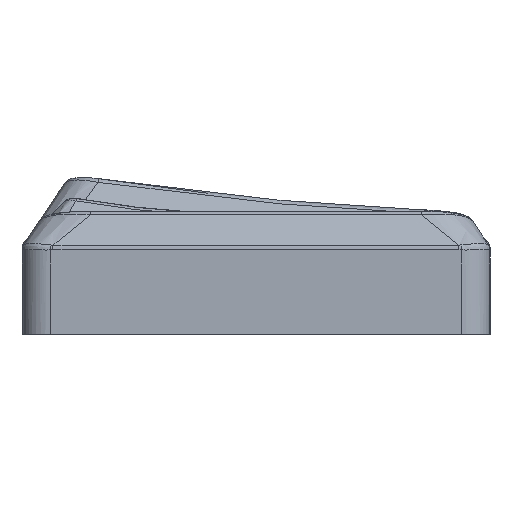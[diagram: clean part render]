
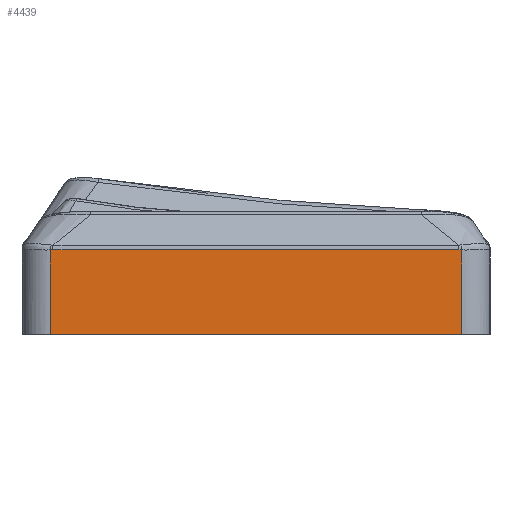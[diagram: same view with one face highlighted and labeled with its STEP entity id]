
A CAD part, left-side view. The second image highlights one B-rep face of the part: STEP entity #4439.
In plain terms, the highlighted planar face has unit normal (-1, 0, 0).
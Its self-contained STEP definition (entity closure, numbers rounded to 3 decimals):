
#37=ELLIPSE('',#4778,1.128,0.673);
#131=B_SPLINE_CURVE_WITH_KNOTS('',3,(#8149,#8150,#8151,#8152),
 .UNSPECIFIED.,.F.,.F.,(4,4),(-0.009,0.),.UNSPECIFIED.);
#384=PLANE('',#4816);
#618=FACE_OUTER_BOUND('',#902,.T.);
#902=EDGE_LOOP('',(#3836,#3837,#3838,#3839,#3840,#3841));
#1189=LINE('',#7841,#1513);
#1197=LINE('',#8129,#1521);
#1206=LINE('',#8467,#1530);
#1217=LINE('',#8700,#1541);
#1513=VECTOR('',#5582,10.909);
#1521=VECTOR('',#5628,10.909);
#1530=VECTOR('',#5675,10.909);
#1541=VECTOR('',#5732,10.909);
#2036=VERTEX_POINT('',#7837);
#2038=VERTEX_POINT('',#7840);
#2061=VERTEX_POINT('',#8091);
#2063=VERTEX_POINT('',#8126);
#2064=VERTEX_POINT('',#8128);
#2066=VERTEX_POINT('',#8185);
#2590=EDGE_CURVE('',#2038,#2036,#1189,.F.);
#2624=EDGE_CURVE('',#2063,#2064,#1197,.T.);
#2627=EDGE_CURVE('',#2064,#2061,#131,.T.);
#2633=EDGE_CURVE('',#2066,#2063,#37,.T.);
#2665=EDGE_CURVE('',#2038,#2066,#1206,.T.);
#2693=EDGE_CURVE('',#2061,#2036,#1217,.T.);
#3836=ORIENTED_EDGE('',*,*,#2633,.F.);
#3837=ORIENTED_EDGE('',*,*,#2665,.F.);
#3838=ORIENTED_EDGE('',*,*,#2590,.T.);
#3839=ORIENTED_EDGE('',*,*,#2693,.F.);
#3840=ORIENTED_EDGE('',*,*,#2627,.F.);
#3841=ORIENTED_EDGE('',*,*,#2624,.F.);
#4439=ADVANCED_FACE('',(#618),#384,.F.);
#4778=AXIS2_PLACEMENT_3D('',#8221,#5636,#5637);
#4816=AXIS2_PLACEMENT_3D('',#8699,#5730,#5731);
#5582=DIRECTION('',(0.,1.,0.));
#5628=DIRECTION('',(0.,-1.,0.));
#5636=DIRECTION('center_axis',(1.,0.,0.));
#5637=DIRECTION('ref_axis',(0.,-0.893,0.45));
#5675=DIRECTION('',(0.,0.,1.));
#5730=DIRECTION('center_axis',(1.,0.,0.));
#5731=DIRECTION('ref_axis',(0.,0.,-1.));
#5732=DIRECTION('',(0.,0.,-1.));
#7837=CARTESIAN_POINT('',(-25.849,-120.55,-1.991));
#7840=CARTESIAN_POINT('',(-25.849,-104.732,-1.991));
#7841=CARTESIAN_POINT('',(-25.849,-116.732,-1.991));
#8091=CARTESIAN_POINT('',(-25.849,-120.55,1.257));
#8126=CARTESIAN_POINT('',(-25.849,-104.832,1.261));
#8128=CARTESIAN_POINT('',(-25.849,-120.449,1.261));
#8129=CARTESIAN_POINT('',(-25.849,-116.059,1.261));
#8149=CARTESIAN_POINT('Ctrl Pts',(-25.849,-120.449,1.261));
#8150=CARTESIAN_POINT('Ctrl Pts',(-25.849,-120.483,1.261));
#8151=CARTESIAN_POINT('Ctrl Pts',(-25.849,-120.516,1.259));
#8152=CARTESIAN_POINT('Ctrl Pts',(-25.849,-120.55,1.257));
#8185=CARTESIAN_POINT('',(-25.849,-104.732,1.257));
#8221=CARTESIAN_POINT('Origin',(-25.849,-104.414,0.474));
#8467=CARTESIAN_POINT('',(-25.849,-104.732,1.362));
#8699=CARTESIAN_POINT('Origin',(-25.849,-112.641,1.362));
#8700=CARTESIAN_POINT('',(-25.849,-120.55,1.362));
